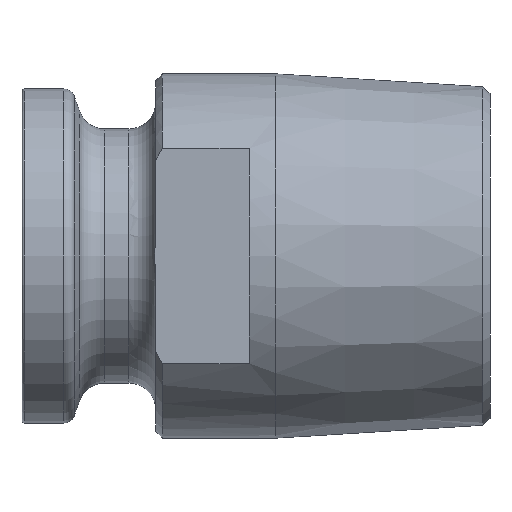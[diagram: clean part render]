
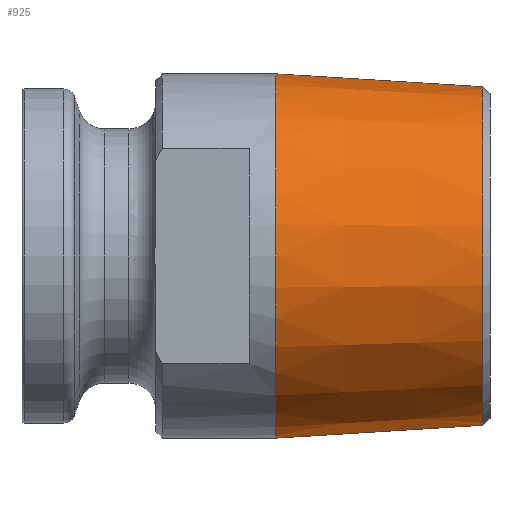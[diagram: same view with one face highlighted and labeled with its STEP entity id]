
A CAD part, front view. The second image highlights one B-rep face of the part: STEP entity #925.
In plain terms, the highlighted conical face has half-angle 3.576 degrees and reference radius 12.658 mm.
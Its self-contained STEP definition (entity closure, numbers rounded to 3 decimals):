
#62 = VECTOR ( 'NONE', #1050, 1000. ) ;
#152 = FACE_OUTER_BOUND ( 'NONE', #623, .T. ) ;
#187 = ORIENTED_EDGE ( 'NONE', *, *, #311, .T. ) ;
#212 = DIRECTION ( 'NONE',  ( -1., 0., 0. ) ) ;
#250 = VERTEX_POINT ( 'NONE', #1036 ) ;
#267 = CIRCLE ( 'NONE', #1033, 12.658 ) ;
#311 = EDGE_CURVE ( 'NONE', #937, #540, #267, .T. ) ;
#366 = ORIENTED_EDGE ( 'NONE', *, *, #795, .F. ) ;
#384 = CARTESIAN_POINT ( 'NONE',  ( 18.989, 0., 0. ) ) ;
#400 = DIRECTION ( 'NONE',  ( 0., 0., 1. ) ) ;
#439 = CARTESIAN_POINT ( 'NONE',  ( 34.467, 0., -12.658 ) ) ;
#461 = CARTESIAN_POINT ( 'NONE',  ( 34.467, 0., 12.658 ) ) ;
#463 = CARTESIAN_POINT ( 'NONE',  ( 34.467, 0., -12.658 ) ) ;
#504 = DIRECTION ( 'NONE',  ( -1., 0., 0. ) ) ;
#540 = VERTEX_POINT ( 'NONE', #461 ) ;
#623 = EDGE_LOOP ( 'NONE', ( #366, #187, #895, #1230 ) ) ;
#662 = CARTESIAN_POINT ( 'NONE',  ( 34.467, 0., 0. ) ) ;
#674 = VERTEX_POINT ( 'NONE', #1025 ) ;
#707 = VECTOR ( 'NONE', #1313, 1000. ) ;
#712 = EDGE_CURVE ( 'NONE', #250, #674, #723, .T. ) ;
#723 = CIRCLE ( 'NONE', #786, 13.625 ) ;
#750 = LINE ( 'NONE', #439, #62 ) ;
#762 = AXIS2_PLACEMENT_3D ( 'NONE', #662, #980, #1192 ) ;
#786 = AXIS2_PLACEMENT_3D ( 'NONE', #384, #504, #1146 ) ;
#795 = EDGE_CURVE ( 'NONE', #937, #250, #750, .T. ) ;
#797 = CARTESIAN_POINT ( 'NONE',  ( 34.467, 0., 12.658 ) ) ;
#895 = ORIENTED_EDGE ( 'NONE', *, *, #1166, .T. ) ;
#925 = ADVANCED_FACE ( 'NONE', ( #152 ), #1008, .T. ) ;
#937 = VERTEX_POINT ( 'NONE', #463 ) ;
#980 = DIRECTION ( 'NONE',  ( -1., 0., 0. ) ) ;
#1008 = CONICAL_SURFACE ( 'NONE', #762, 12.658, 0.062 ) ;
#1025 = CARTESIAN_POINT ( 'NONE',  ( 18.989, 0., 13.625 ) ) ;
#1033 = AXIS2_PLACEMENT_3D ( 'NONE', #1334, #212, #400 ) ;
#1036 = CARTESIAN_POINT ( 'NONE',  ( 18.989, 0., -13.625 ) ) ;
#1050 = DIRECTION ( 'NONE',  ( -0.998, 0., -0.062 ) ) ;
#1146 = DIRECTION ( 'NONE',  ( 0., 0., 1. ) ) ;
#1166 = EDGE_CURVE ( 'NONE', #540, #674, #1202, .T. ) ;
#1192 = DIRECTION ( 'NONE',  ( 0., 0., 1. ) ) ;
#1202 = LINE ( 'NONE', #797, #707 ) ;
#1230 = ORIENTED_EDGE ( 'NONE', *, *, #712, .F. ) ;
#1313 = DIRECTION ( 'NONE',  ( -0.998, 0., 0.062 ) ) ;
#1334 = CARTESIAN_POINT ( 'NONE',  ( 34.467, 0., 0. ) ) ;
